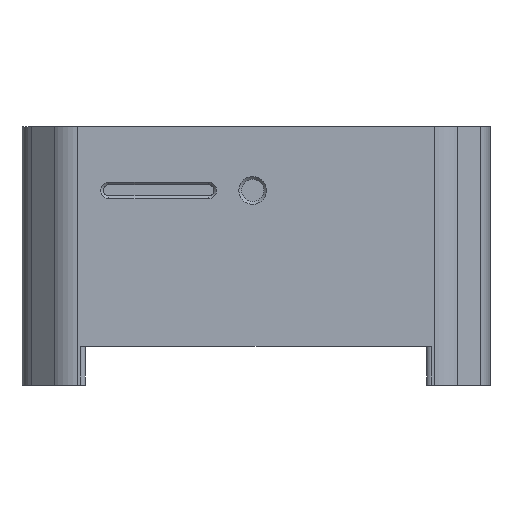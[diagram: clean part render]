
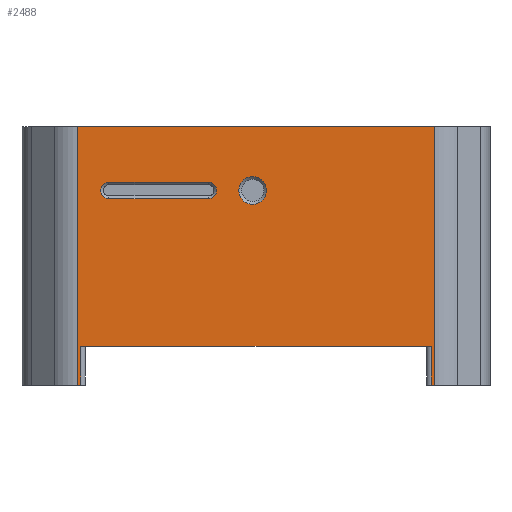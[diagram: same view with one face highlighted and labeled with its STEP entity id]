
A CAD part, left-side view. The second image highlights one B-rep face of the part: STEP entity #2488.
In plain terms, the highlighted planar face has unit normal (-1, 0, 0).
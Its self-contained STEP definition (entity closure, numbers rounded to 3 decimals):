
#76=FACE_BOUND('',#297,.T.);
#77=FACE_BOUND('',#298,.T.);
#96=PLANE('',#2634);
#154=FACE_OUTER_BOUND('',#296,.T.);
#296=EDGE_LOOP('',(#1699,#1700,#1701,#1702,#1703,#1704,#1705,#1706));
#297=EDGE_LOOP('',(#1707,#1708,#1709,#1710));
#298=EDGE_LOOP('',(#1711));
#458=LINE('',#3750,#689);
#459=LINE('',#3752,#690);
#460=LINE('',#3754,#691);
#461=LINE('',#3756,#692);
#462=LINE('',#3758,#693);
#463=LINE('',#3760,#694);
#464=LINE('',#3762,#695);
#465=LINE('',#3763,#696);
#466=LINE('',#3768,#697);
#467=LINE('',#3771,#698);
#689=VECTOR('',#2934,10.);
#690=VECTOR('',#2935,0.4);
#691=VECTOR('',#2936,10.);
#692=VECTOR('',#2937,10.);
#693=VECTOR('',#2938,10.);
#694=VECTOR('',#2939,10.);
#695=VECTOR('',#2940,10.);
#696=VECTOR('',#2941,0.4);
#697=VECTOR('',#2944,10.);
#698=VECTOR('',#2947,10.);
#919=CIRCLE('',#2632,1.25);
#921=CIRCLE('',#2635,0.75);
#922=CIRCLE('',#2636,0.75);
#1069=VERTEX_POINT('',#3742);
#1071=VERTEX_POINT('',#3748);
#1072=VERTEX_POINT('',#3749);
#1073=VERTEX_POINT('',#3751);
#1074=VERTEX_POINT('',#3753);
#1075=VERTEX_POINT('',#3755);
#1076=VERTEX_POINT('',#3757);
#1077=VERTEX_POINT('',#3759);
#1078=VERTEX_POINT('',#3761);
#1079=VERTEX_POINT('',#3764);
#1080=VERTEX_POINT('',#3765);
#1081=VERTEX_POINT('',#3767);
#1082=VERTEX_POINT('',#3769);
#1312=EDGE_CURVE('',#1069,#1069,#919,.T.);
#1315=EDGE_CURVE('',#1071,#1072,#458,.T.);
#1316=EDGE_CURVE('',#1073,#1071,#459,.T.);
#1317=EDGE_CURVE('',#1073,#1074,#460,.F.);
#1318=EDGE_CURVE('',#1075,#1074,#461,.T.);
#1319=EDGE_CURVE('',#1076,#1075,#462,.T.);
#1320=EDGE_CURVE('',#1077,#1076,#463,.T.);
#1321=EDGE_CURVE('',#1077,#1078,#464,.F.);
#1322=EDGE_CURVE('',#1072,#1078,#465,.T.);
#1323=EDGE_CURVE('',#1079,#1080,#921,.T.);
#1324=EDGE_CURVE('',#1081,#1079,#466,.T.);
#1325=EDGE_CURVE('',#1082,#1081,#922,.T.);
#1326=EDGE_CURVE('',#1080,#1082,#467,.T.);
#1699=ORIENTED_EDGE('',*,*,#1315,.F.);
#1700=ORIENTED_EDGE('',*,*,#1316,.F.);
#1701=ORIENTED_EDGE('',*,*,#1317,.T.);
#1702=ORIENTED_EDGE('',*,*,#1318,.F.);
#1703=ORIENTED_EDGE('',*,*,#1319,.F.);
#1704=ORIENTED_EDGE('',*,*,#1320,.F.);
#1705=ORIENTED_EDGE('',*,*,#1321,.T.);
#1706=ORIENTED_EDGE('',*,*,#1322,.F.);
#1707=ORIENTED_EDGE('',*,*,#1323,.F.);
#1708=ORIENTED_EDGE('',*,*,#1324,.F.);
#1709=ORIENTED_EDGE('',*,*,#1325,.F.);
#1710=ORIENTED_EDGE('',*,*,#1326,.F.);
#1711=ORIENTED_EDGE('',*,*,#1312,.F.);
#2488=ADVANCED_FACE('',(#154,#76,#77),#96,.T.);
#2632=AXIS2_PLACEMENT_3D('',#3743,#2927,#2928);
#2634=AXIS2_PLACEMENT_3D('',#3747,#2932,#2933);
#2635=AXIS2_PLACEMENT_3D('',#3766,#2942,#2943);
#2636=AXIS2_PLACEMENT_3D('',#3770,#2945,#2946);
#2927=DIRECTION('center_axis',(-1.,0.,0.));
#2928=DIRECTION('ref_axis',(0.,0.,-1.));
#2932=DIRECTION('center_axis',(-1.,0.,0.));
#2933=DIRECTION('ref_axis',(0.,1.,0.));
#2934=DIRECTION('',(0.,1.,0.));
#2935=DIRECTION('',(0.,0.,1.));
#2936=DIRECTION('',(0.,1.,0.));
#2937=DIRECTION('',(0.,0.,-1.));
#2938=DIRECTION('',(0.,-1.,0.));
#2939=DIRECTION('',(0.,0.,1.));
#2940=DIRECTION('',(0.,1.,0.));
#2941=DIRECTION('',(0.,0.,-1.));
#2942=DIRECTION('center_axis',(-1.,0.,0.));
#2943=DIRECTION('ref_axis',(0.,0.,
-1.));
#2944=DIRECTION('',(0.,1.,0.));
#2945=DIRECTION('center_axis',(-1.,0.,0.));
#2946=DIRECTION('ref_axis',(0.,0.,1.));
#2947=DIRECTION('',(0.,-1.,0.));
#3742=CARTESIAN_POINT('',(-25.85,-14.7,1100.55));
#3743=CARTESIAN_POINT('Origin',(-25.85,-14.7,1099.3));
#3747=CARTESIAN_POINT('Origin',(-25.85,-32.35,1111.));
#3748=CARTESIAN_POINT('',(-25.85,-30.832,1085.2));
#3749=CARTESIAN_POINT('',(-25.85,0.832,1085.2));
#3750=CARTESIAN_POINT('',(-25.85,-30.832,1085.2));
#3751=CARTESIAN_POINT('',(-25.85,-30.832,1081.7));
#3752=CARTESIAN_POINT('',(-25.85,-30.832,1087.));
#3753=CARTESIAN_POINT('',(-25.85,-31.107,1081.7));
#3754=CARTESIAN_POINT('',(-25.85,-23.675,1081.7));
#3755=CARTESIAN_POINT('',(-25.85,-31.107,1105.05));
#3756=CARTESIAN_POINT('',(-25.85,-31.107,1111.));
#3757=CARTESIAN_POINT('',(-25.85,1.107,1105.05));
#3758=CARTESIAN_POINT('',(-25.85,-23.675,1105.05));
#3759=CARTESIAN_POINT('',(-25.85,1.107,1081.7));
#3760=CARTESIAN_POINT('',(-25.85,1.107,1111.));
#3761=CARTESIAN_POINT('',(-25.85,0.832,1081.7));
#3762=CARTESIAN_POINT('',(-25.85,-23.675,1081.7));
#3763=CARTESIAN_POINT('',(-25.85,0.832,1087.));
#3764=CARTESIAN_POINT('',(-25.85,-1.7,1100.05));
#3765=CARTESIAN_POINT('',(-25.85,-1.7,1098.55));
#3766=CARTESIAN_POINT('Origin',(-25.85,-1.7,1099.3));
#3767=CARTESIAN_POINT('',(-25.85,-10.7,1100.05));
#3768=CARTESIAN_POINT('',(-25.85,-21.525,1100.05));
#3769=CARTESIAN_POINT('',(-25.85,-10.7,1098.55));
#3770=CARTESIAN_POINT('Origin',(-25.85,-10.7,1099.3));
#3771=CARTESIAN_POINT('',(-25.85,-17.025,1098.55));
